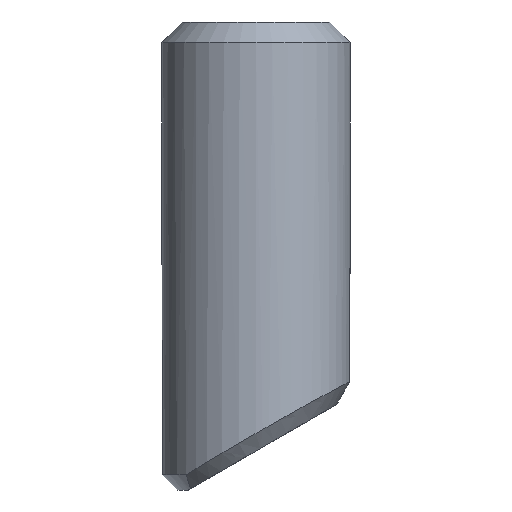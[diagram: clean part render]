
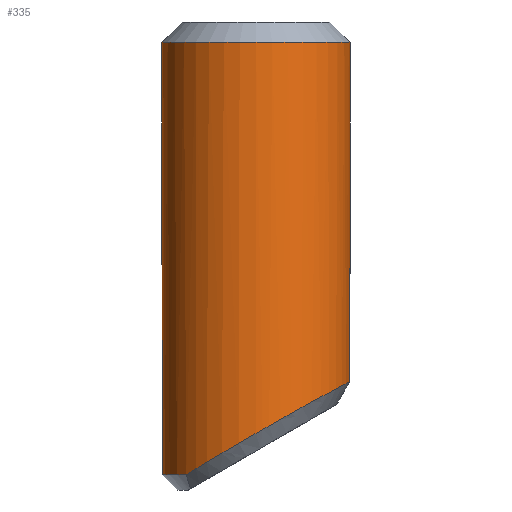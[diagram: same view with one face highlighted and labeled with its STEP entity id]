
A CAD part, left-side view. The second image highlights one B-rep face of the part: STEP entity #335.
In plain terms, the highlighted cylindrical face has radius 1.85 mm (diameter 3.7 mm), a full revolution.
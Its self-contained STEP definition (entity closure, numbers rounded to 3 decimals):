
#21=B_SPLINE_CURVE_WITH_KNOTS('',3,(#548,#549,#550,#551,#552,#553,#554,
#555,#556,#557,#558,#559,#560,#561,#562,#563,#564,#565,#566,#567,#568,#569,
#570,#571,#572,#573,#574,#575,#576,#577,#578,#579,#580,#581,#582,#583,#584,
#585,#586,#587,#588,#589,#590,#591,#592,#593,#594,#595,#596,#597,#598,#599,
#600,#601,#602,#603,#604,#605),.UNSPECIFIED.,.F.,.F.,(4,3,3,3,3,3,3,3,3,
3,3,3,3,3,3,3,3,3,3,4),(-5.485,-5.245,-4.984,
-4.927,-4.66,-4.385,-4.214,
-3.96,-3.73,-3.499,-3.282,
-3.124,-2.926,-2.783,-2.583,
-2.371,-2.145,-2.069,-1.836,
-1.652),.UNSPECIFIED.);
#22=B_SPLINE_CURVE_WITH_KNOTS('',3,(#608,#609,#610,#611,#612,#613,#614),
 .UNSPECIFIED.,.F.,.F.,(4,3,4),(-1.652,-1.356,-0.798),
 .UNSPECIFIED.);
#31=ELLIPSE('',#376,2.616,1.85);
#32=ELLIPSE('',#378,2.616,1.85);
#39=CYLINDRICAL_SURFACE('',#375,1.85);
#42=CIRCLE('',#369,1.85);
#43=CIRCLE('',#370,1.85);
#46=CIRCLE('',#377,1.85);
#47=CIRCLE('',#379,1.85);
#61=FACE_OUTER_BOUND('',#81,.T.);
#81=EDGE_LOOP('',(#236,#237,#238,#239,#240,#241,#242,#243,#244,#245,#246,
#247));
#105=LINE('',#537,#125);
#106=LINE('',#544,#126);
#107=LINE('',#546,#127);
#125=VECTOR('',#437,10.);
#126=VECTOR('',#444,10.);
#127=VECTOR('',#445,1.85);
#137=VERTEX_POINT('',#510);
#141=VERTEX_POINT('',#519);
#143=VERTEX_POINT('',#523);
#146=VERTEX_POINT('',#536);
#147=VERTEX_POINT('',#538);
#148=VERTEX_POINT('',#540);
#149=VERTEX_POINT('',#542);
#150=VERTEX_POINT('',#545);
#151=VERTEX_POINT('',#547);
#152=VERTEX_POINT('',#606);
#175=EDGE_CURVE('',#137,#143,#42,.T.);
#176=EDGE_CURVE('',#143,#141,#43,.T.);
#182=EDGE_CURVE('',#146,#137,#105,.T.);
#183=EDGE_CURVE('',#147,#146,#31,.F.);
#184=EDGE_CURVE('',#148,#147,#46,.T.);
#185=EDGE_CURVE('',#149,#148,#32,.F.);
#186=EDGE_CURVE('',#149,#141,#106,.T.);
#187=EDGE_CURVE('',#143,#150,#107,.T.);
#188=EDGE_CURVE('',#151,#150,#21,.T.);
#189=EDGE_CURVE('',#152,#151,#47,.T.);
#190=EDGE_CURVE('',#150,#152,#22,.T.);
#236=ORIENTED_EDGE('',*,*,#175,.F.);
#237=ORIENTED_EDGE('',*,*,#182,.F.);
#238=ORIENTED_EDGE('',*,*,#183,.F.);
#239=ORIENTED_EDGE('',*,*,#184,.F.);
#240=ORIENTED_EDGE('',*,*,#185,.F.);
#241=ORIENTED_EDGE('',*,*,#186,.T.);
#242=ORIENTED_EDGE('',*,*,#176,.F.);
#243=ORIENTED_EDGE('',*,*,#187,.T.);
#244=ORIENTED_EDGE('',*,*,#188,.F.);
#245=ORIENTED_EDGE('',*,*,#189,.F.);
#246=ORIENTED_EDGE('',*,*,#190,.F.);
#247=ORIENTED_EDGE('',*,*,#187,.F.);
#335=ADVANCED_FACE('',(#61),#39,.T.);
#369=AXIS2_PLACEMENT_3D('',#524,#420,#421);
#370=AXIS2_PLACEMENT_3D('',#525,#422,#423);
#375=AXIS2_PLACEMENT_3D('',#535,#435,#436);
#376=AXIS2_PLACEMENT_3D('',#539,#438,#439);
#377=AXIS2_PLACEMENT_3D('',#541,#440,#441);
#378=AXIS2_PLACEMENT_3D('',#543,#442,#443);
#379=AXIS2_PLACEMENT_3D('',#607,#446,#447);
#420=DIRECTION('center_axis',(0.,0.,
1.));
#421=DIRECTION('ref_axis',(-1.,0.,0.));
#422=DIRECTION('center_axis',(0.,0.,
1.));
#423=DIRECTION('ref_axis',(-1.,0.,0.));
#435=DIRECTION('center_axis',(0.,0.,1.));
#436=DIRECTION('ref_axis',(1.,0.,0.));
#437=DIRECTION('',(0.,0.,1.));
#438=DIRECTION('center_axis',(0.,0.707,-0.707));
#439=DIRECTION('ref_axis',(0.,0.707,0.707));
#440=DIRECTION('center_axis',(0.,0.,
1.));
#441=DIRECTION('ref_axis',(1.,0.,0.));
#442=DIRECTION('center_axis',(0.,-0.707,-0.707));
#443=DIRECTION('ref_axis',(0.,0.707,-0.707));
#444=DIRECTION('',(0.,0.,1.));
#445=DIRECTION('',(0.,0.,-1.));
#446=DIRECTION('center_axis',(0.,0.,
-1.));
#447=DIRECTION('ref_axis',(1.,0.,0.));
#510=CARTESIAN_POINT('',(-30.254,-3.081,-24.911));
#519=CARTESIAN_POINT('',(-30.254,-6.781,-24.911));
#523=CARTESIAN_POINT('',(-32.104,-4.931,-24.911));
#524=CARTESIAN_POINT('Origin',(-30.254,-4.931,-24.911));
#525=CARTESIAN_POINT('Origin',(-30.254,-4.931,-24.911));
#535=CARTESIAN_POINT('Origin',(-30.254,-4.931,-30.511));
#536=CARTESIAN_POINT('',(-30.254,-3.081,-27.111));
#537=CARTESIAN_POINT('',(-30.254,-3.081,-30.511));
#538=CARTESIAN_POINT('',(-29.105,-3.481,-27.511));
#539=CARTESIAN_POINT('Origin',(-30.254,-4.931,-28.961));
#540=CARTESIAN_POINT('',(-29.105,-6.381,-27.511));
#541=CARTESIAN_POINT('Origin',(-30.254,-4.931,-27.511));
#542=CARTESIAN_POINT('',(-30.254,-6.781,-27.111));
#543=CARTESIAN_POINT('Origin',(-30.254,-4.931,-28.961));
#544=CARTESIAN_POINT('',(-30.254,-6.781,-30.511));
#545=CARTESIAN_POINT('',(-32.103,-4.931,-32.596));
#546=CARTESIAN_POINT('',(-32.104,-4.931,-30.511));
#547=CARTESIAN_POINT('',(-29.012,-3.561,-33.41));
#548=CARTESIAN_POINT('Ctrl Pts',(-29.012,-3.561,-33.41));
#549=CARTESIAN_POINT('Ctrl Pts',(-28.908,-3.656,-33.352));
#550=CARTESIAN_POINT('Ctrl Pts',(-28.814,-3.763,-33.287));
#551=CARTESIAN_POINT('Ctrl Pts',(-28.733,-3.88,-33.216));
#552=CARTESIAN_POINT('Ctrl Pts',(-28.645,-4.007,-33.139));
#553=CARTESIAN_POINT('Ctrl Pts',(-28.571,-4.147,-33.055));
#554=CARTESIAN_POINT('Ctrl Pts',(-28.517,-4.295,-32.968));
#555=CARTESIAN_POINT('Ctrl Pts',(-28.505,-4.327,-32.948));
#556=CARTESIAN_POINT('Ctrl Pts',(-28.494,-4.36,-32.929));
#557=CARTESIAN_POINT('Ctrl Pts',(-28.484,-4.393,-32.909));
#558=CARTESIAN_POINT('Ctrl Pts',(-28.436,-4.548,-32.818));
#559=CARTESIAN_POINT('Ctrl Pts',(-28.41,-4.712,-32.723));
#560=CARTESIAN_POINT('Ctrl Pts',(-28.405,-4.877,-32.627));
#561=CARTESIAN_POINT('Ctrl Pts',(-28.4,-5.047,-32.529));
#562=CARTESIAN_POINT('Ctrl Pts',(-28.418,-5.22,-32.431));
#563=CARTESIAN_POINT('Ctrl Pts',(-28.46,-5.388,-32.336));
#564=CARTESIAN_POINT('Ctrl Pts',(-28.486,-5.492,-32.277));
#565=CARTESIAN_POINT('Ctrl Pts',(-28.522,-5.595,-32.219));
#566=CARTESIAN_POINT('Ctrl Pts',(-28.567,-5.695,-32.164));
#567=CARTESIAN_POINT('Ctrl Pts',(-28.634,-5.842,-32.082));
#568=CARTESIAN_POINT('Ctrl Pts',(-28.722,-5.982,-32.005));
#569=CARTESIAN_POINT('Ctrl Pts',(-28.828,-6.109,-31.936));
#570=CARTESIAN_POINT('Ctrl Pts',(-28.923,-6.224,-31.873));
#571=CARTESIAN_POINT('Ctrl Pts',(-29.033,-6.329,-31.816));
#572=CARTESIAN_POINT('Ctrl Pts',(-29.155,-6.42,-31.767));
#573=CARTESIAN_POINT('Ctrl Pts',(-29.276,-6.51,-31.719));
#574=CARTESIAN_POINT('Ctrl Pts',(-29.409,-6.586,-31.678));
#575=CARTESIAN_POINT('Ctrl Pts',(-29.551,-6.643,-31.648));
#576=CARTESIAN_POINT('Ctrl Pts',(-29.685,-6.698,-31.619));
#577=CARTESIAN_POINT('Ctrl Pts',(-29.827,-6.736,-31.598));
#578=CARTESIAN_POINT('Ctrl Pts',(-29.972,-6.757,-31.587));
#579=CARTESIAN_POINT('Ctrl Pts',(-30.077,-6.773,-31.579));
#580=CARTESIAN_POINT('Ctrl Pts',(-30.183,-6.779,-31.575));
#581=CARTESIAN_POINT('Ctrl Pts',(-30.289,-6.778,-31.576));
#582=CARTESIAN_POINT('Ctrl Pts',(-30.423,-6.776,-31.577));
#583=CARTESIAN_POINT('Ctrl Pts',(-30.556,-6.76,-31.585));
#584=CARTESIAN_POINT('Ctrl Pts',(-30.685,-6.73,-31.601));
#585=CARTESIAN_POINT('Ctrl Pts',(-30.778,-6.709,-31.613));
#586=CARTESIAN_POINT('Ctrl Pts',(-30.87,-6.681,-31.628));
#587=CARTESIAN_POINT('Ctrl Pts',(-30.958,-6.645,-31.647));
#588=CARTESIAN_POINT('Ctrl Pts',(-31.081,-6.595,-31.674));
#589=CARTESIAN_POINT('Ctrl Pts',(-31.198,-6.531,-31.708));
#590=CARTESIAN_POINT('Ctrl Pts',(-31.306,-6.456,-31.748));
#591=CARTESIAN_POINT('Ctrl Pts',(-31.42,-6.376,-31.791));
#592=CARTESIAN_POINT('Ctrl Pts',(-31.525,-6.283,-31.841));
#593=CARTESIAN_POINT('Ctrl Pts',(-31.618,-6.181,-31.896));
#594=CARTESIAN_POINT('Ctrl Pts',(-31.717,-6.072,-31.956));
#595=CARTESIAN_POINT('Ctrl Pts',(-31.804,-5.953,-32.021));
#596=CARTESIAN_POINT('Ctrl Pts',(-31.874,-5.826,-32.091));
#597=CARTESIAN_POINT('Ctrl Pts',(-31.898,-5.783,-32.115));
#598=CARTESIAN_POINT('Ctrl Pts',(-31.92,-5.739,-32.139));
#599=CARTESIAN_POINT('Ctrl Pts',(-31.94,-5.695,-32.164));
#600=CARTESIAN_POINT('Ctrl Pts',(-32.001,-5.56,-32.239));
#601=CARTESIAN_POINT('Ctrl Pts',(-32.045,-5.418,-32.319));
#602=CARTESIAN_POINT('Ctrl Pts',(-32.072,-5.274,-32.4));
#603=CARTESIAN_POINT('Ctrl Pts',(-32.093,-5.161,-32.465));
#604=CARTESIAN_POINT('Ctrl Pts',(-32.103,-5.046,-32.531));
#605=CARTESIAN_POINT('Ctrl Pts',(-32.103,-4.931,-32.596));
#606=CARTESIAN_POINT('',(-31.496,-3.561,-33.41));
#607=CARTESIAN_POINT('Origin',(-30.254,-4.931,-33.411));
#608=CARTESIAN_POINT('Ctrl Pts',(-32.103,-4.931,-32.596));
#609=CARTESIAN_POINT('Ctrl Pts',(-32.103,-4.748,-32.702));
#610=CARTESIAN_POINT('Ctrl Pts',(-32.076,-4.566,-32.808));
#611=CARTESIAN_POINT('Ctrl Pts',(-32.024,-4.394,-32.909));
#612=CARTESIAN_POINT('Ctrl Pts',(-31.925,-4.07,-33.1));
#613=CARTESIAN_POINT('Ctrl Pts',(-31.737,-3.781,-33.275));
#614=CARTESIAN_POINT('Ctrl Pts',(-31.496,-3.561,-33.41));
